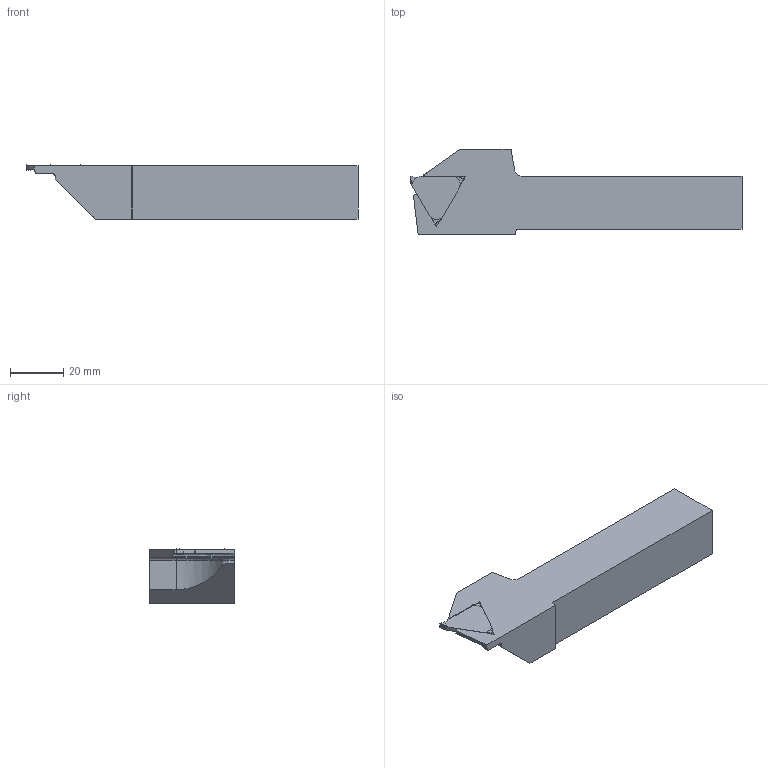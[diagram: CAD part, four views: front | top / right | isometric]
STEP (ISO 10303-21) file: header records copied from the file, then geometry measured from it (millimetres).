
FILE_DESCRIPTION(/* description */ (''),/* implementation_level */ '2;1');
FILE_NAME(/* name */ 'ADKT-H22-R-2020-(0.5-2)-T6x20.stp',/* time_stamp */ '2023-10-30T19:43:43+03:00',/* author */ (''),/* organization */ (''),/* preprocessor_version */ 'ST-DEVELOPER v19.4',/* originating_system */ 'SIEMENS PLM Software NX2306.3001',/* authorisation */ '');
FILE_SCHEMA (('AUTOMOTIVE_DESIGN { 1 0 10303 214 3 1 1 1 }'));
Length unit declared in the file: millimetre
Products named in the file (1): ADKT-H22-R-2020-(0.5-2)-T6x20-light
Bounding box: 125 x 32 x 20.35 mm (x, y, z)
Volume: 47781.6 mm3; surface area: 11494.8 mm2
Topology: 2 solids, 2 shells, 64 faces, 177 edges, 117 vertices
Faces by surface type: plane 38, cylinder 23, torus 3
Entity records: 2344 total; most frequent: CARTESIAN_POINT 419, ORIENTED_EDGE 354, DIRECTION 353, EDGE_CURVE 177, AXIS2_PLACEMENT_3D 123, VERTEX_POINT 117, LINE 107, VECTOR 107
